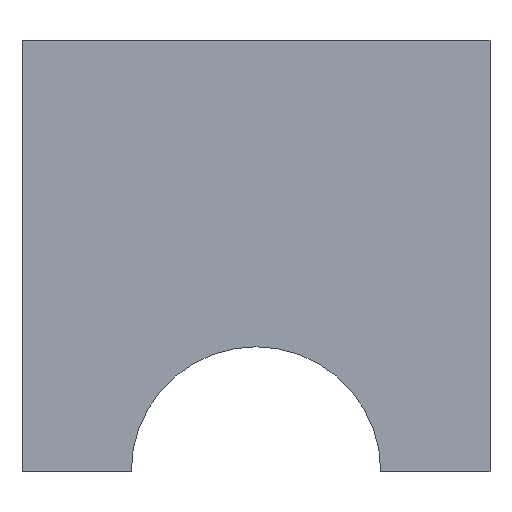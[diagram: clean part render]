
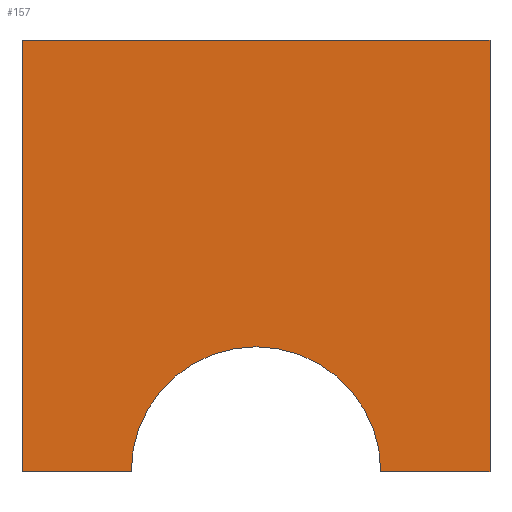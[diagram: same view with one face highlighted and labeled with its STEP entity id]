
A CAD part, left-side view. The second image highlights one B-rep face of the part: STEP entity #157.
In plain terms, the highlighted planar face has unit normal (-1, 0, 0).
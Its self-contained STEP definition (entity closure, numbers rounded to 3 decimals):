
#8 = EDGE_CURVE ( 'NONE', #117, #165, #177, .T. ) ;
#30 = CARTESIAN_POINT ( 'NONE',  ( -50., 75., 138.202 ) ) ;
#31 = EDGE_LOOP ( 'NONE', ( #221, #203, #143, #491, #365, #350 ) ) ;
#36 = PLANE ( 'NONE',  #288 ) ;
#47 = CARTESIAN_POINT ( 'NONE',  ( -50., 0., 0. ) ) ;
#52 = DIRECTION ( 'NONE',  ( 0., 0., -1. ) ) ;
#60 = EDGE_CURVE ( 'NONE', #117, #208, #172, .T. ) ;
#69 = EDGE_CURVE ( 'NONE', #165, #415, #282, .T. ) ;
#78 = AXIS2_PLACEMENT_3D ( 'NONE', #47, #94, #52 ) ;
#84 = CARTESIAN_POINT ( 'NONE',  ( -50., -75., 138.202 ) ) ;
#94 = DIRECTION ( 'NONE',  ( 1., 0., 0. ) ) ;
#99 = CARTESIAN_POINT ( 'NONE',  ( -50., -75., 0. ) ) ;
#105 = VECTOR ( 'NONE', #216, 1000. ) ;
#114 = DIRECTION ( 'NONE',  ( 0., 1., 0. ) ) ;
#117 = VERTEX_POINT ( 'NONE', #30 ) ;
#126 = FACE_OUTER_BOUND ( 'NONE', #31, .T. ) ;
#128 = VECTOR ( 'NONE', #394, 1000. ) ;
#129 = VERTEX_POINT ( 'NONE', #144 ) ;
#136 = CIRCLE ( 'NONE', #78, 40. ) ;
#138 = CARTESIAN_POINT ( 'NONE',  ( -50., -75., 138.202 ) ) ;
#140 = EDGE_CURVE ( 'NONE', #129, #490, #153, .T. ) ;
#143 = ORIENTED_EDGE ( 'NONE', *, *, #140, .T. ) ;
#144 = CARTESIAN_POINT ( 'NONE',  ( -50., -40., 0. ) ) ;
#145 = CARTESIAN_POINT ( 'NONE',  ( -50., -75., 0. ) ) ;
#153 = LINE ( 'NONE', #145, #199 ) ;
#157 = ADVANCED_FACE ( 'NONE', ( #126 ), #36, .F. ) ;
#158 = CARTESIAN_POINT ( 'NONE',  ( -50., -75., 0. ) ) ;
#165 = VERTEX_POINT ( 'NONE', #223 ) ;
#172 = LINE ( 'NONE', #138, #478 ) ;
#177 = LINE ( 'NONE', #457, #105 ) ;
#181 = DIRECTION ( 'NONE',  ( 1., 0., 0. ) ) ;
#185 = DIRECTION ( 'NONE',  ( 0., -1., 0. ) ) ;
#198 = LINE ( 'NONE', #84, #128 ) ;
#199 = VECTOR ( 'NONE', #185, 1000. ) ;
#203 = ORIENTED_EDGE ( 'NONE', *, *, #405, .T. ) ;
#208 = VERTEX_POINT ( 'NONE', #495 ) ;
#211 = DIRECTION ( 'NONE',  ( 0., -1., 0. ) ) ;
#216 = DIRECTION ( 'NONE',  ( 0., 0., -1. ) ) ;
#221 = ORIENTED_EDGE ( 'NONE', *, *, #69, .T. ) ;
#223 = CARTESIAN_POINT ( 'NONE',  ( -50., 75., 0. ) ) ;
#259 = CARTESIAN_POINT ( 'NONE',  ( -50., -75., 138.202 ) ) ;
#282 = LINE ( 'NONE', #99, #301 ) ;
#286 = DIRECTION ( 'NONE',  ( 0., -1., 0. ) ) ;
#288 = AXIS2_PLACEMENT_3D ( 'NONE', #259, #181, #114 ) ;
#301 = VECTOR ( 'NONE', #211, 1000. ) ;
#350 = ORIENTED_EDGE ( 'NONE', *, *, #8, .T. ) ;
#365 = ORIENTED_EDGE ( 'NONE', *, *, #60, .F. ) ;
#390 = EDGE_CURVE ( 'NONE', #208, #490, #198, .T. ) ;
#394 = DIRECTION ( 'NONE',  ( 0., 0., -1. ) ) ;
#405 = EDGE_CURVE ( 'NONE', #415, #129, #136, .T. ) ;
#415 = VERTEX_POINT ( 'NONE', #479 ) ;
#457 = CARTESIAN_POINT ( 'NONE',  ( -50., 75., 138.202 ) ) ;
#478 = VECTOR ( 'NONE', #286, 1000. ) ;
#479 = CARTESIAN_POINT ( 'NONE',  ( -50., 40., 0. ) ) ;
#490 = VERTEX_POINT ( 'NONE', #158 ) ;
#491 = ORIENTED_EDGE ( 'NONE', *, *, #390, .F. ) ;
#495 = CARTESIAN_POINT ( 'NONE',  ( -50., -75., 138.202 ) ) ;
